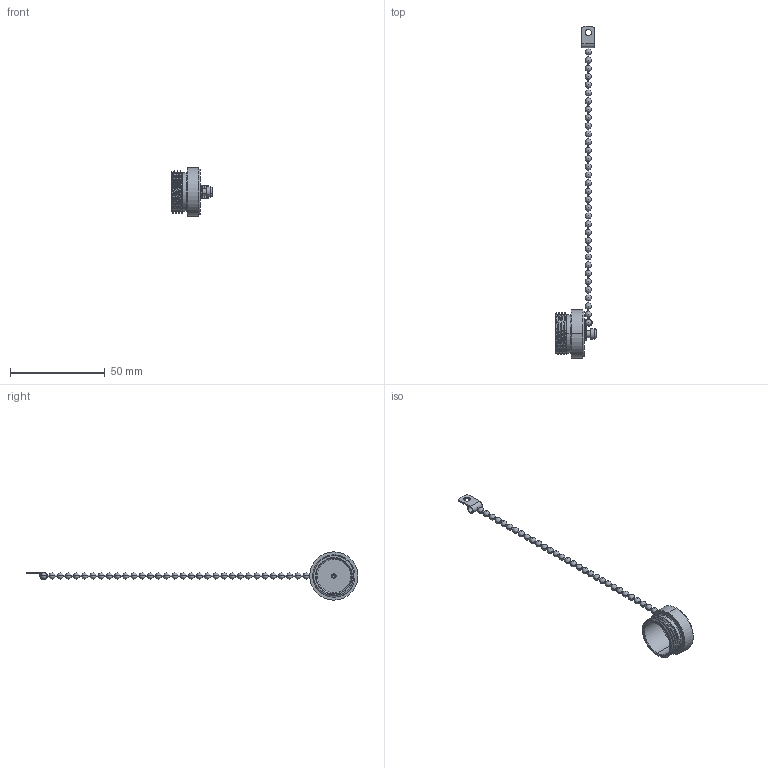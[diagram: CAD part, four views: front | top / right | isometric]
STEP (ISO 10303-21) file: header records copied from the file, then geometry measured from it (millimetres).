
FILE_DESCRIPTION (( 'STEP AP214' ), '1' );
FILE_NAME ('MIN-PLUG.STEP', '2012-07-26T18:33:52', ( 'IT' ), ( 'Hewlett-Packard Company' ), 'SwSTEP 2.0', 'SolidWorks 2012', '' );
FILE_SCHEMA (( 'AUTOMOTIVE_DESIGN' ));
Length unit declared in the file: inch
Products named in the file (1): MIN-PLUG
Bounding box: 21.59 x 174.87 x 25.4 mm (x, y, z)
Volume: 3549.6 mm3; surface area: 5134.4 mm2
Topology: 3 solids, 3 shells, 237 faces, 865 edges, 570 vertices
Faces by surface type: cylinder 122, sphere 70, plane 24, cone 11, bspline 6, torus 4
Entity records: 13074 total; most frequent: CARTESIAN_POINT 3005, DIRECTION 1657, ORIENTED_EDGE 1444, AXIS2_PLACEMENT_3D 745, EDGE_CURVE 722, CIRCLE 513, VERTEX_POINT 499, EDGE_LOOP 255
